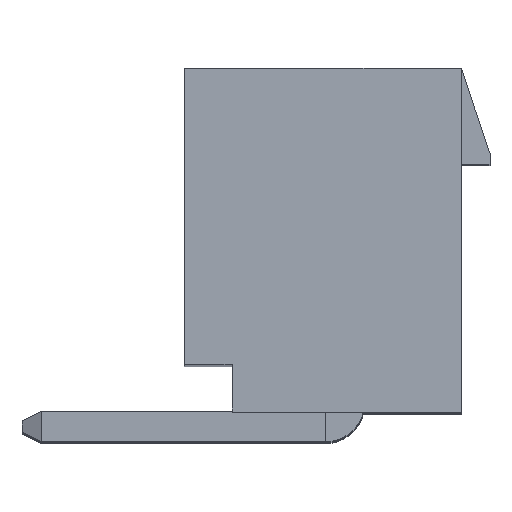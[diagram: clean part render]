
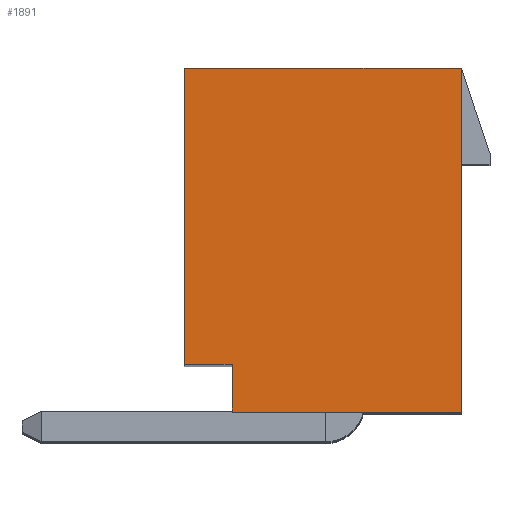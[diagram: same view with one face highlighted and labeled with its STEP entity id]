
A CAD part, top view. The second image highlights one B-rep face of the part: STEP entity #1891.
In plain terms, the highlighted planar face has unit normal (0, 0, 1).
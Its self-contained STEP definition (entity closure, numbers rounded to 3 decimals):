
#225 = EDGE_LOOP ( 'NONE', ( #6987, #15018, #13361, #12450, #1805, #10653 ) ) ;
#284 = CARTESIAN_POINT ( 'NONE',  ( 3.5, -7.967, 13.75 ) ) ;
#442 = LINE ( 'NONE', #284, #1760 ) ;
#1624 = VECTOR ( 'NONE', #12871, 1000. ) ;
#1760 = VECTOR ( 'NONE', #12339, 1000. ) ;
#1805 = ORIENTED_EDGE ( 'NONE', *, *, #2466, .T. ) ;
#1850 = CARTESIAN_POINT ( 'NONE',  ( 3.5, -1.767, 13.75 ) ) ;
#1891 = ADVANCED_FACE ( 'NONE', ( #8184 ), #4736, .F. ) ;
#2466 = EDGE_CURVE ( 'NONE', #13828, #4516, #10681, .T. ) ;
#2834 = CARTESIAN_POINT ( 'NONE',  ( 2.9, -1.767, 13.75 ) ) ;
#3668 = DIRECTION ( 'NONE',  ( 0., -1., 0. ) ) ;
#3737 = DIRECTION ( 'NONE',  ( 0., 0., -1. ) ) ;
#4257 = VECTOR ( 'NONE', #10755, 1000. ) ;
#4516 = VERTEX_POINT ( 'NONE', #11212 ) ;
#4736 = PLANE ( 'NONE',  #12876 ) ;
#5583 = VERTEX_POINT ( 'NONE', #14637 ) ;
#6080 = DIRECTION ( 'NONE',  ( 0., 1., 0. ) ) ;
#6449 = VECTOR ( 'NONE', #11782, 1000. ) ;
#6987 = ORIENTED_EDGE ( 'NONE', *, *, #11248, .T. ) ;
#7170 = LINE ( 'NONE', #12900, #6449 ) ;
#7486 = VERTEX_POINT ( 'NONE', #2834 ) ;
#8184 = FACE_OUTER_BOUND ( 'NONE', #225, .T. ) ;
#8361 = CARTESIAN_POINT ( 'NONE',  ( 2.9, -8.967, 13.75 ) ) ;
#8900 = VECTOR ( 'NONE', #6080, 1000. ) ;
#9451 = EDGE_CURVE ( 'NONE', #10869, #4516, #11748, .T. ) ;
#9494 = VECTOR ( 'NONE', #11312, 1000. ) ;
#9703 = CARTESIAN_POINT ( 'NONE',  ( -2.9, -8.967, 13.75 ) ) ;
#10109 = LINE ( 'NONE', #1850, #9494 ) ;
#10596 = EDGE_CURVE ( 'NONE', #5583, #10801, #10730, .T. ) ;
#10653 = ORIENTED_EDGE ( 'NONE', *, *, #9451, .F. ) ;
#10681 = LINE ( 'NONE', #11807, #4257 ) ;
#10730 = LINE ( 'NONE', #9703, #8900 ) ;
#10755 = DIRECTION ( 'NONE',  ( 0., -1., 0. ) ) ;
#10801 = VERTEX_POINT ( 'NONE', #11840 ) ;
#10869 = VERTEX_POINT ( 'NONE', #8361 ) ;
#11190 = CARTESIAN_POINT ( 'NONE',  ( -1.9, -7.967, 13.75 ) ) ;
#11212 = CARTESIAN_POINT ( 'NONE',  ( -1.9, -8.967, 13.75 ) ) ;
#11248 = EDGE_CURVE ( 'NONE', #10869, #7486, #7170, .T. ) ;
#11312 = DIRECTION ( 'NONE',  ( -1., 0., 0. ) ) ;
#11385 = EDGE_CURVE ( 'NONE', #5583, #13828, #442, .T. ) ;
#11748 = LINE ( 'NONE', #15172, #1624 ) ;
#11782 = DIRECTION ( 'NONE',  ( 0., 1., 0. ) ) ;
#11807 = CARTESIAN_POINT ( 'NONE',  ( -1.9, -8.967, 13.75 ) ) ;
#11840 = CARTESIAN_POINT ( 'NONE',  ( -2.9, -1.767, 13.75 ) ) ;
#12339 = DIRECTION ( 'NONE',  ( 1., 0., 0. ) ) ;
#12450 = ORIENTED_EDGE ( 'NONE', *, *, #11385, .T. ) ;
#12871 = DIRECTION ( 'NONE',  ( -1., 0., 0. ) ) ;
#12876 = AXIS2_PLACEMENT_3D ( 'NONE', #14239, #3737, #3668 ) ;
#12900 = CARTESIAN_POINT ( 'NONE',  ( 2.9, -8.967, 13.75 ) ) ;
#13361 = ORIENTED_EDGE ( 'NONE', *, *, #10596, .F. ) ;
#13828 = VERTEX_POINT ( 'NONE', #11190 ) ;
#14239 = CARTESIAN_POINT ( 'NONE',  ( 3.5, -8.967, 13.75 ) ) ;
#14637 = CARTESIAN_POINT ( 'NONE',  ( -2.9, -7.967, 13.75 ) ) ;
#14734 = EDGE_CURVE ( 'NONE', #7486, #10801, #10109, .T. ) ;
#15018 = ORIENTED_EDGE ( 'NONE', *, *, #14734, .T. ) ;
#15172 = CARTESIAN_POINT ( 'NONE',  ( 3.5, -8.967, 13.75 ) ) ;
